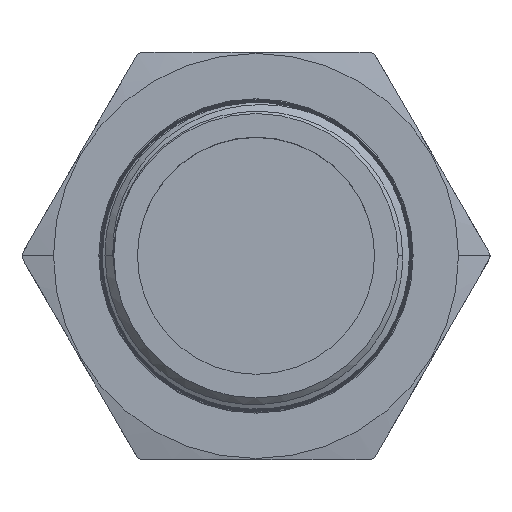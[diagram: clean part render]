
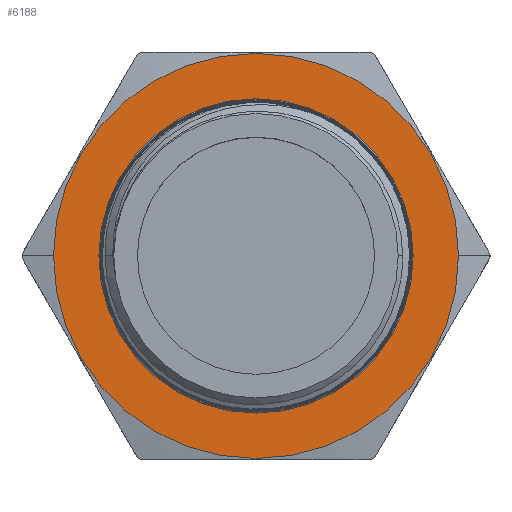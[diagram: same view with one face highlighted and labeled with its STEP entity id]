
A CAD part, top view. The second image highlights one B-rep face of the part: STEP entity #6188.
In plain terms, the highlighted planar face has unit normal (0, 0, 1).
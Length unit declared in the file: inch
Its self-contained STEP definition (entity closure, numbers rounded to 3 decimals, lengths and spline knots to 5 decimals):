
#10 = FACE_BOUND ( 'NONE', #2096, .T. ) ;
#12 = FACE_OUTER_BOUND ( 'NONE', #2100, .T. ) ;
#57 = CIRCLE ( 'NONE', #5619, 1.865 ) ;
#240 = VERTEX_POINT ( 'NONE', #1923 ) ;
#244 = VERTEX_POINT ( 'NONE', #1913 ) ;
#247 = VERTEX_POINT ( 'NONE', #1929 ) ;
#744 = ORIENTED_EDGE ( 'NONE', *, *, #6585, .T. ) ;
#745 = ORIENTED_EDGE ( 'NONE', *, *, #6505, .F. ) ;
#746 = ORIENTED_EDGE ( 'NONE', *, *, #6586, .F. ) ;
#1273 = ORIENTED_EDGE ( 'NONE', *, *, #6530, .T. ) ;
#1449 = CARTESIAN_POINT ( 'NONE',  ( 1.865, 0., 0.42 ) ) ;
#1913 = CARTESIAN_POINT ( 'NONE',  ( -1.865, 0., 0.42 ) ) ;
#1923 = CARTESIAN_POINT ( 'NONE',  ( 1.4475, 0., 0.42 ) ) ;
#1929 = CARTESIAN_POINT ( 'NONE',  ( -1.4475, 0., 0.42 ) ) ;
#1958 = CIRCLE ( 'NONE', #5634, 1.4475 ) ;
#1997 = CIRCLE ( 'NONE', #5640, 1.865 ) ;
#1999 = CIRCLE ( 'NONE', #5639, 1.4475 ) ;
#2096 = EDGE_LOOP ( 'NONE', ( #1273, #744 ) ) ;
#2100 = EDGE_LOOP ( 'NONE', ( #745, #746 ) ) ;
#5593 = AXIS2_PLACEMENT_3D ( 'NONE', #5720, #5719, #5724 ) ;
#5619 = AXIS2_PLACEMENT_3D ( 'NONE', #6221, #6222, #6223 ) ;
#5634 = AXIS2_PLACEMENT_3D ( 'NONE', #6309, #6310, #6311 ) ;
#5639 = AXIS2_PLACEMENT_3D ( 'NONE', #7213, #7214, #7215 ) ;
#5640 = AXIS2_PLACEMENT_3D ( 'NONE', #7218, #7219, #7220 ) ;
#5719 = DIRECTION ( 'NONE',  ( 0., 0., 1. ) ) ;
#5720 = CARTESIAN_POINT ( 'NONE',  ( -1.08253, -1.875, 0.42 ) ) ;
#5722 = PLANE ( 'NONE',  #5593 ) ;
#5724 = DIRECTION ( 'NONE',  ( 1., 0., 0. ) ) ;
#6188 = ADVANCED_FACE ( 'NONE', ( #10, #12 ), #5722, .T. ) ;
#6221 = CARTESIAN_POINT ( 'NONE',  ( 0., 0., 0.42 ) ) ;
#6222 = DIRECTION ( 'NONE',  ( 0., 0., -1. ) ) ;
#6223 = DIRECTION ( 'NONE',  ( -1., 0., 0. ) ) ;
#6309 = CARTESIAN_POINT ( 'NONE',  ( 0., 0., 0.42 ) ) ;
#6310 = DIRECTION ( 'NONE',  ( 0., 0., -1. ) ) ;
#6311 = DIRECTION ( 'NONE',  ( 1., 0., 0. ) ) ;
#6505 = EDGE_CURVE ( 'NONE', #244, #6681, #57, .T. ) ;
#6530 = EDGE_CURVE ( 'NONE', #240, #247, #1958, .T. ) ;
#6585 = EDGE_CURVE ( 'NONE', #247, #240, #1999, .T. ) ;
#6586 = EDGE_CURVE ( 'NONE', #6681, #244, #1997, .T. ) ;
#6681 = VERTEX_POINT ( 'NONE', #1449 ) ;
#7213 = CARTESIAN_POINT ( 'NONE',  ( 0., 0., 0.42 ) ) ;
#7214 = DIRECTION ( 'NONE',  ( 0., 0., -1. ) ) ;
#7215 = DIRECTION ( 'NONE',  ( 1., 0., 0. ) ) ;
#7218 = CARTESIAN_POINT ( 'NONE',  ( 0., 0., 0.42 ) ) ;
#7219 = DIRECTION ( 'NONE',  ( 0., 0., -1. ) ) ;
#7220 = DIRECTION ( 'NONE',  ( -1., 0., 0. ) ) ;
